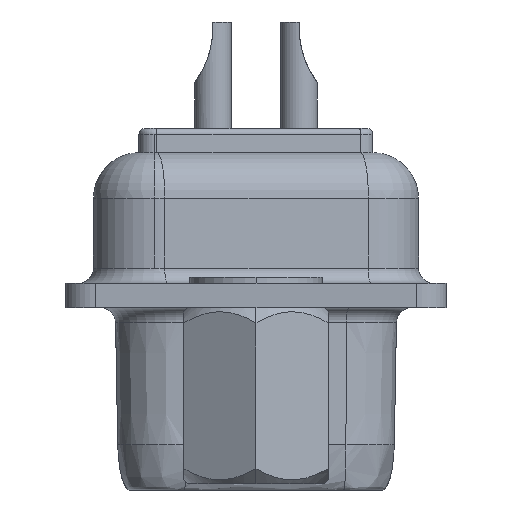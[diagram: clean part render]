
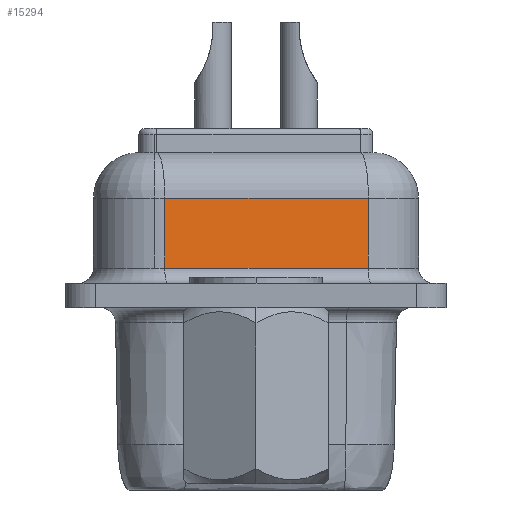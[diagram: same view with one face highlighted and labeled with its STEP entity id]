
A CAD part, left-side view. The second image highlights one B-rep face of the part: STEP entity #15294.
In plain terms, the highlighted planar face has unit normal (-0.985, -0.174, 0).
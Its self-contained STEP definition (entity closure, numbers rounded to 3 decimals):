
#732 = LINE ( 'NONE', #5469, #16135 ) ;
#1510 = VERTEX_POINT ( 'NONE', #11673 ) ;
#1930 = LINE ( 'NONE', #6750, #20545 ) ;
#3092 = EDGE_CURVE ( 'NONE', #14722, #1510, #1930, .T. ) ;
#5441 = AXIS2_PLACEMENT_3D ( 'NONE', #12583, #16156, #9653 ) ;
#5469 = CARTESIAN_POINT ( 'NONE',  ( -8.428, -3.697, 11.1 ) ) ;
#5837 = VERTEX_POINT ( 'NONE', #15113 ) ;
#6375 = PLANE ( 'NONE',  #5441 ) ;
#6550 = CARTESIAN_POINT ( 'NONE',  ( -9.61, 3.003, 11.1 ) ) ;
#6750 = CARTESIAN_POINT ( 'NONE',  ( -9.61, 3.003, 7.3 ) ) ;
#6780 = ORIENTED_EDGE ( 'NONE', *, *, #14966, .F. ) ;
#7148 = ORIENTED_EDGE ( 'NONE', *, *, #11270, .T. ) ;
#7501 = VECTOR ( 'NONE', #19187, 1000. ) ;
#8126 = DIRECTION ( 'NONE',  ( 0.174, -0.985, 0. ) ) ;
#8137 = DIRECTION ( 'NONE',  ( 0., 0., -1. ) ) ;
#9270 = CARTESIAN_POINT ( 'NONE',  ( -9.61, 3.003, 7.3 ) ) ;
#9653 = DIRECTION ( 'NONE',  ( -0.174, 0.985, 0. ) ) ;
#9824 = CARTESIAN_POINT ( 'NONE',  ( -9.61, 3.003, 9.6 ) ) ;
#11270 = EDGE_CURVE ( 'NONE', #5837, #13145, #11376, .T. ) ;
#11376 = LINE ( 'NONE', #9824, #7501 ) ;
#11673 = CARTESIAN_POINT ( 'NONE',  ( -8.428, -3.697, 7.3 ) ) ;
#12583 = CARTESIAN_POINT ( 'NONE',  ( -9.61, 3.003, 11.1 ) ) ;
#13145 = VERTEX_POINT ( 'NONE', #14974 ) ;
#14158 = FACE_OUTER_BOUND ( 'NONE', #17214, .T. ) ;
#14722 = VERTEX_POINT ( 'NONE', #9270 ) ;
#14966 = EDGE_CURVE ( 'NONE', #5837, #1510, #732, .T. ) ;
#14974 = CARTESIAN_POINT ( 'NONE',  ( -9.61, 3.003, 9.6 ) ) ;
#15113 = CARTESIAN_POINT ( 'NONE',  ( -8.428, -3.697, 9.6 ) ) ;
#15294 = ADVANCED_FACE ( 'NONE', ( #14158 ), #6375, .F. ) ;
#16135 = VECTOR ( 'NONE', #18207, 1000. ) ;
#16156 = DIRECTION ( 'NONE',  ( 0.985, 0.174, 0. ) ) ;
#17214 = EDGE_LOOP ( 'NONE', ( #19203, #18278, #6780, #7148 ) ) ;
#17305 = VECTOR ( 'NONE', #8137, 1000. ) ;
#18207 = DIRECTION ( 'NONE',  ( 0., 0., -1. ) ) ;
#18278 = ORIENTED_EDGE ( 'NONE', *, *, #3092, .T. ) ;
#19145 = EDGE_CURVE ( 'NONE', #13145, #14722, #20763, .T. ) ;
#19187 = DIRECTION ( 'NONE',  ( -0.174, 0.985, 0. ) ) ;
#19203 = ORIENTED_EDGE ( 'NONE', *, *, #19145, .T. ) ;
#20545 = VECTOR ( 'NONE', #8126, 1000. ) ;
#20763 = LINE ( 'NONE', #6550, #17305 ) ;
